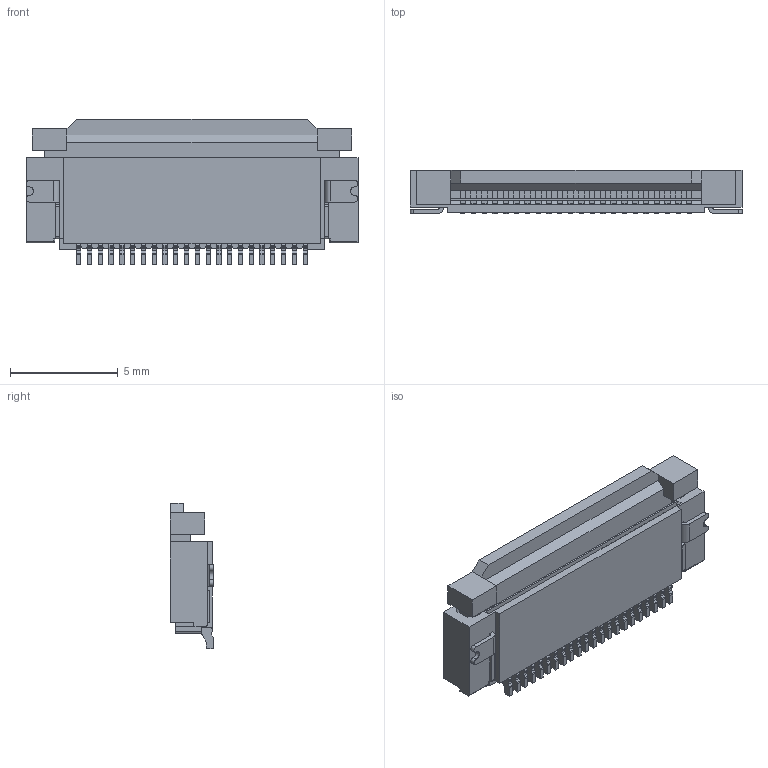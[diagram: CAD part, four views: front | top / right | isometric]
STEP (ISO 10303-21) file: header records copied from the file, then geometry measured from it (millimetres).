
FILE_DESCRIPTION (( 'STEP AP214' ), '1' );
FILE_NAME ('FFC2B35-22-G.STEP', '2024-02-08T09:01:44', ( '' ), ( '' ), 'SwSTEP 2.0', 'SolidWorks 2021', '' );
FILE_SCHEMA (( 'AUTOMOTIVE_DESIGN' ));
Length unit declared in the file: millimetre
Products named in the file (1): FFC2B35-22-G
Bounding box: 15.4 x 2 x 6.76 mm (x, y, z)
Volume: 104.9 mm3; surface area: 501.4 mm2
Topology: 26 solids, 26 shells, 1117 faces, 3320 edges, 2180 vertices
Faces by surface type: plane 867, cylinder 248, sphere 2
Entity records: 37475 total; most frequent: ORIENTED_EDGE 6636, CARTESIAN_POINT 6616, DIRECTION 6094, EDGE_CURVE 3318, VECTOR 2778, LINE 2778, VERTEX_POINT 2180, AXIS2_PLACEMENT_3D 1658
